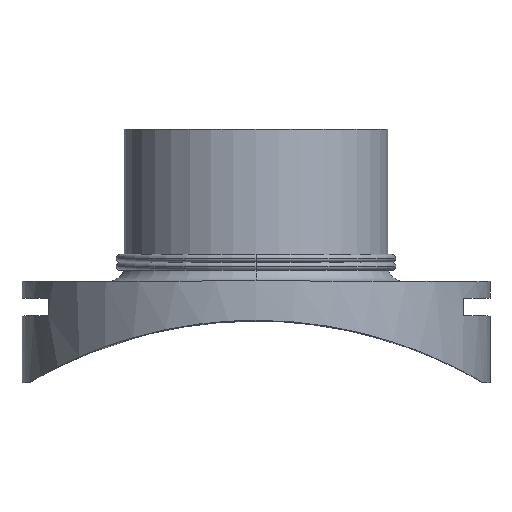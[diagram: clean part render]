
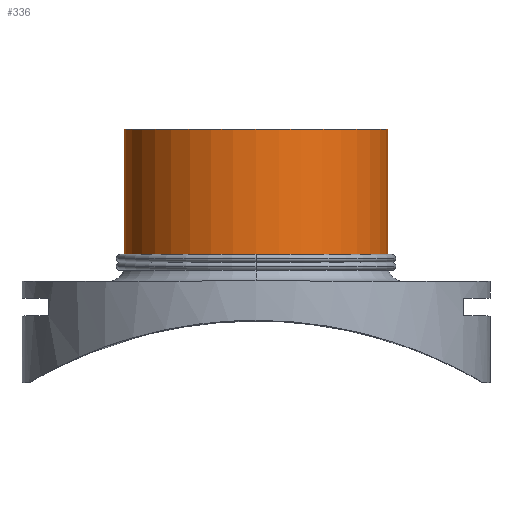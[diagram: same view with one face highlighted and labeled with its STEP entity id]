
A CAD part, top view. The second image highlights one B-rep face of the part: STEP entity #336.
In plain terms, the highlighted cylindrical face has radius 177.5 mm (diameter 355 mm), a partial arc.
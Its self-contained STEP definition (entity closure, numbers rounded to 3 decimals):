
#290 = VERTEX_POINT( '', #744 );
#336 = ADVANCED_FACE( '', ( #799 ), #800, .T. );
#338 = VERTEX_POINT( '', #802 );
#376 = VERTEX_POINT( '', #845 );
#396 = EDGE_CURVE( '', #376, #290, #867, .T. );
#428 = VERTEX_POINT( '', #903 );
#450 = EDGE_CURVE( '', #338, #674, #927, .T. );
#464 = EDGE_CURVE( '', #428, #376, #942, .T. );
#596 = EDGE_CURVE( '', #674, #428, #1096, .T. );
#666 = EDGE_CURVE( '', #290, #338, #1172, .T. );
#674 = VERTEX_POINT( '', #1180 );
#744 = CARTESIAN_POINT( '', ( 0., 167.325, 177.5 ) );
#799 = FACE_OUTER_BOUND( '', #1350, .T. );
#800 = CYLINDRICAL_SURFACE( '', #1351, 177.5 );
#802 = CARTESIAN_POINT( '', ( 177.5, 167.325, 0. ) );
#845 = CARTESIAN_POINT( '', ( -177.5, 167.325, 0. ) );
#867 = CIRCLE( '', #1499, 177.5 );
#903 = CARTESIAN_POINT( '', ( -177.5, 341., 0. ) );
#927 = LINE( '', #1569, #1570 );
#942 = LINE( '', #1590, #1591 );
#1096 = CIRCLE( '', #1894, 177.5 );
#1172 = CIRCLE( '', #2058, 177.5 );
#1180 = CARTESIAN_POINT( '', ( 177.5, 341., 0. ) );
#1350 = EDGE_LOOP( '', ( #2208, #2209, #2210, #2211, #2212 ) );
#1351 = AXIS2_PLACEMENT_3D( '', #2213, #2214, #2215 );
#1499 = AXIS2_PLACEMENT_3D( '', #2297, #2298, #2299 );
#1569 = CARTESIAN_POINT( '', ( 177.5, 249.433, 0. ) );
#1570 = VECTOR( '', #2362, 1. );
#1590 = CARTESIAN_POINT( '', ( -177.5, 249.433, 0. ) );
#1591 = VECTOR( '', #2376, 1. );
#1894 = AXIS2_PLACEMENT_3D( '', #2607, #2608, #2609 );
#2058 = AXIS2_PLACEMENT_3D( '', #2690, #2691, #2692 );
#2208 = ORIENTED_EDGE( '', *, *, #464, .T. );
#2209 = ORIENTED_EDGE( '', *, *, #396, .T. );
#2210 = ORIENTED_EDGE( '', *, *, #666, .T. );
#2211 = ORIENTED_EDGE( '', *, *, #450, .T. );
#2212 = ORIENTED_EDGE( '', *, *, #596, .T. );
#2213 = CARTESIAN_POINT( '', ( 0., 249.433, 0. ) );
#2214 = DIRECTION( '', ( 0., 1., 0. ) );
#2215 = DIRECTION( '', ( -1., 0., 0. ) );
#2297 = CARTESIAN_POINT( '', ( 0., 167.325, 0. ) );
#2298 = DIRECTION( '', ( 0., 1., 0. ) );
#2299 = DIRECTION( '', ( -1., 0., 0. ) );
#2362 = DIRECTION( '', ( 0., 1., 0. ) );
#2376 = DIRECTION( '', ( 0., -1., 0. ) );
#2607 = CARTESIAN_POINT( '', ( 0., 341., 0. ) );
#2608 = DIRECTION( '', ( 0., -1., 0. ) );
#2609 = DIRECTION( '', ( -1., 0., 0. ) );
#2690 = CARTESIAN_POINT( '', ( 0., 167.325, 0. ) );
#2691 = DIRECTION( '', ( 0., 1., 0. ) );
#2692 = DIRECTION( '', ( -1., 0., 0. ) );
